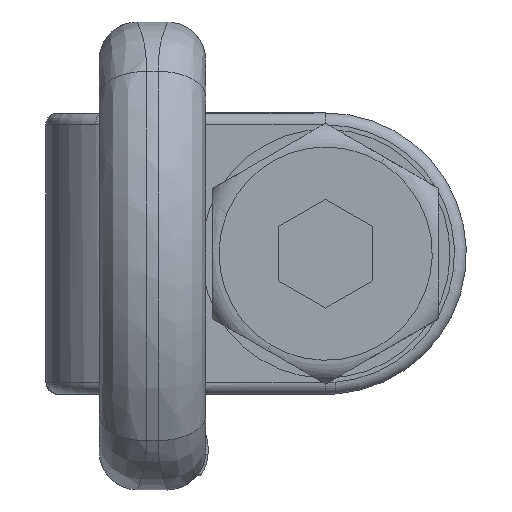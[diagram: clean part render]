
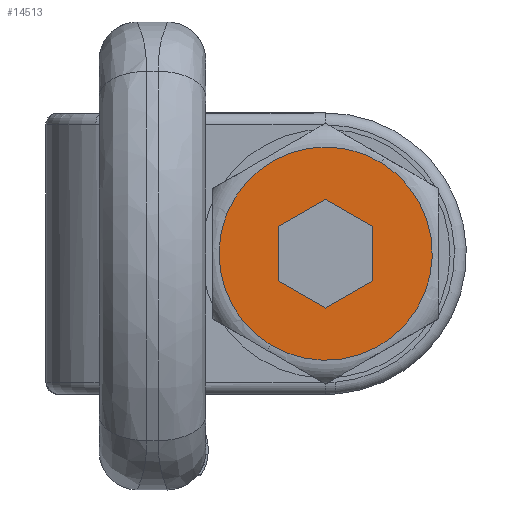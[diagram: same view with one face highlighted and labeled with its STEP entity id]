
A CAD part, left-side view. The second image highlights one B-rep face of the part: STEP entity #14513.
In plain terms, the highlighted face is planar.
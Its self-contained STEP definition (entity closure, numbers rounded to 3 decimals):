
#13298=CARTESIAN_POINT('Vertex',(0.9,-18.728,-30.738)) ;
#13301=CARTESIAN_POINT('Axis2P3D Location',(0.9,0.,0.)) ;
#13305=CARTESIAN_POINT('Vertex',(0.9,18.728,30.738)) ;
#14187=CARTESIAN_POINT('Vertex',(0.9,0.,18.36)) ;
#14190=CARTESIAN_POINT('Line Origine',(0.9,-7.95,13.77)) ;
#14194=CARTESIAN_POINT('Vertex',(0.9,-15.9,9.18)) ;
#14218=CARTESIAN_POINT('Vertex',(0.9,15.9,9.18)) ;
#14221=CARTESIAN_POINT('Line Origine',(0.9,7.95,13.77)) ;
#14242=CARTESIAN_POINT('Vertex',(0.9,15.9,-9.18)) ;
#14245=CARTESIAN_POINT('Line Origine',(0.9,15.9,0.)) ;
#14266=CARTESIAN_POINT('Vertex',(0.9,0.,-18.36)) ;
#14269=CARTESIAN_POINT('Line Origine',(0.9,7.95,-13.77)) ;
#14290=CARTESIAN_POINT('Vertex',(0.9,-15.9,-9.18)) ;
#14293=CARTESIAN_POINT('Line Origine',(0.9,-7.95,-13.77)) ;
#14310=CARTESIAN_POINT('Line Origine',(0.9,-15.9,0.)) ;
#14491=CARTESIAN_POINT('Axis2P3D Location',(0.9,0.,0.)) ;
#14496=CARTESIAN_POINT('Axis2P3D Location',(0.9,0.,0.)) ;
#13302=DIRECTION('Axis2P3D Direction',(1.,0.,0.)) ;
#14191=DIRECTION('Vector Direction',(0.,-0.866,-0.5)) ;
#14222=DIRECTION('Vector Direction',(0.,-0.866,0.5)) ;
#14246=DIRECTION('Vector Direction',(0.,0.,1.)) ;
#14270=DIRECTION('Vector Direction',(0.,0.866,0.5)) ;
#14294=DIRECTION('Vector Direction',(0.,0.866,-0.5)) ;
#14311=DIRECTION('Vector Direction',(0.,0.,-1.)) ;
#14492=DIRECTION('Axis2P3D Direction',(-1.,0.,0.)) ;
#14493=DIRECTION('Axis2P3D XDirection',(0.,1.,0.)) ;
#14497=DIRECTION('Axis2P3D Direction',(-1.,0.,0.)) ;
#13303=AXIS2_PLACEMENT_3D('Circle Axis2P3D',#13301,#13302,$) ;
#14494=AXIS2_PLACEMENT_3D('Plane Axis2P3D',#14491,#14492,#14493) ;
#14498=AXIS2_PLACEMENT_3D('Circle Axis2P3D',#14496,#14497,$) ;
#14502=ORIENTED_EDGE('',*,*,#13307,.T.) ;
#14503=ORIENTED_EDGE('',*,*,#14500,.T.) ;
#14506=ORIENTED_EDGE('',*,*,#14196,.F.) ;
#14507=ORIENTED_EDGE('',*,*,#14225,.F.) ;
#14508=ORIENTED_EDGE('',*,*,#14249,.F.) ;
#14509=ORIENTED_EDGE('',*,*,#14273,.F.) ;
#14510=ORIENTED_EDGE('',*,*,#14297,.F.) ;
#14511=ORIENTED_EDGE('',*,*,#14314,.F.) ;
#14512=FACE_BOUND('',#14505,.T.) ;
#14192=VECTOR('Line Direction',#14191,1.) ;
#14223=VECTOR('Line Direction',#14222,1.) ;
#14247=VECTOR('Line Direction',#14246,1.) ;
#14271=VECTOR('Line Direction',#14270,1.) ;
#14295=VECTOR('Line Direction',#14294,1.) ;
#14312=VECTOR('Line Direction',#14311,1.) ;
#14513=ADVANCED_FACE('\X2\672C9AD4\X0\.2',(#14504,#14512),#14495,.F.) ;
#13304=CIRCLE('generated circle',#13303,35.994) ;
#14499=CIRCLE('generated circle',#14498,35.994) ;
#13307=EDGE_CURVE('',#13306,#13299,#13304,.T.) ;
#14196=EDGE_CURVE('',#14188,#14195,#14193,.T.) ;
#14225=EDGE_CURVE('',#14219,#14188,#14224,.T.) ;
#14249=EDGE_CURVE('',#14243,#14219,#14248,.T.) ;
#14273=EDGE_CURVE('',#14267,#14243,#14272,.T.) ;
#14297=EDGE_CURVE('',#14291,#14267,#14296,.T.) ;
#14314=EDGE_CURVE('',#14195,#14291,#14313,.T.) ;
#14500=EDGE_CURVE('',#13299,#13306,#14499,.F.) ;
#14501=EDGE_LOOP('',(#14502,#14503)) ;
#14505=EDGE_LOOP('',(#14506,#14507,#14508,#14509,#14510,#14511)) ;
#14504=FACE_OUTER_BOUND('',#14501,.T.) ;
#14193=LINE('Line',#14190,#14192) ;
#14224=LINE('Line',#14221,#14223) ;
#14248=LINE('Line',#14245,#14247) ;
#14272=LINE('Line',#14269,#14271) ;
#14296=LINE('Line',#14293,#14295) ;
#14313=LINE('Line',#14310,#14312) ;
#14495=PLANE('',#14494) ;
#13299=VERTEX_POINT('',#13298) ;
#13306=VERTEX_POINT('',#13305) ;
#14188=VERTEX_POINT('',#14187) ;
#14195=VERTEX_POINT('',#14194) ;
#14219=VERTEX_POINT('',#14218) ;
#14243=VERTEX_POINT('',#14242) ;
#14267=VERTEX_POINT('',#14266) ;
#14291=VERTEX_POINT('',#14290) ;
